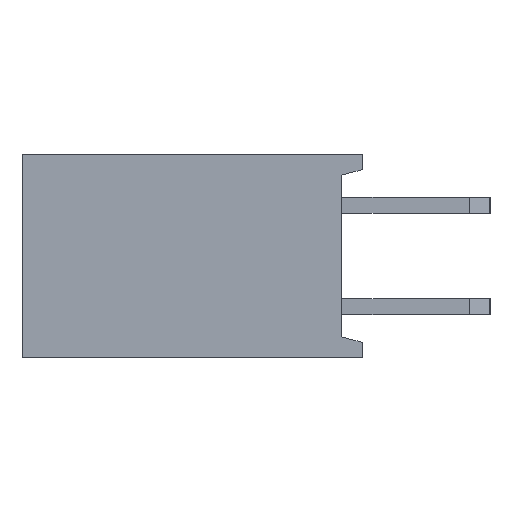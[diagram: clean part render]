
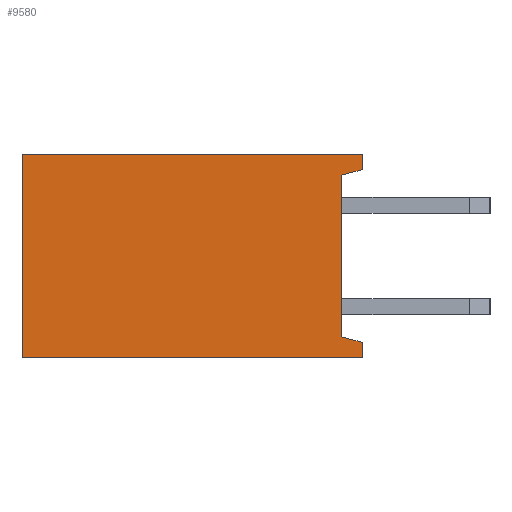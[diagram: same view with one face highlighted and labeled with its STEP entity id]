
A CAD part, left-side view. The second image highlights one B-rep face of the part: STEP entity #9580.
In plain terms, the highlighted planar face has unit normal (-1, 0, 0).
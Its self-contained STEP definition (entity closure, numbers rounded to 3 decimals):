
#473 = VERTEX_POINT ( 'NONE', #11700 ) ;
#520 = DIRECTION ( 'NONE',  ( 0., 0., 1. ) ) ;
#592 = DIRECTION ( 'NONE',  ( 0., 0., 1. ) ) ;
#632 = CARTESIAN_POINT ( 'NONE',  ( -25.654, 8.509, -2.54 ) ) ;
#960 = DIRECTION ( 'NONE',  ( 0., 0., 1. ) ) ;
#1212 = VECTOR ( 'NONE', #12160, 1000. ) ;
#1274 = EDGE_CURVE ( 'NONE', #11435, #5722, #4434, .T. ) ;
#1363 = ORIENTED_EDGE ( 'NONE', *, *, #12958, .T. ) ;
#1537 = EDGE_CURVE ( 'NONE', #2761, #11435, #5792, .T. ) ;
#1548 = EDGE_LOOP ( 'NONE', ( #16412, #4543, #4936, #1363, #12582, #16053, #16715, #1598 ) ) ;
#1563 = CARTESIAN_POINT ( 'NONE',  ( -25.654, 0.508, 2.023 ) ) ;
#1598 = ORIENTED_EDGE ( 'NONE', *, *, #3711, .T. ) ;
#2307 = DIRECTION ( 'NONE',  ( -1., 0., 0. ) ) ;
#2697 = VERTEX_POINT ( 'NONE', #16497 ) ;
#2750 = CARTESIAN_POINT ( 'NONE',  ( -25.654, 0., 2.159 ) ) ;
#2761 = VERTEX_POINT ( 'NONE', #16158 ) ;
#2943 = LINE ( 'NONE', #5831, #9674 ) ;
#2980 = VECTOR ( 'NONE', #520, 1000. ) ;
#3711 = EDGE_CURVE ( 'NONE', #10760, #2761, #12323, .T. ) ;
#4408 = CARTESIAN_POINT ( 'NONE',  ( -25.654, 0., -2.54 ) ) ;
#4427 = CARTESIAN_POINT ( 'NONE',  ( -25.654, 0., -2.159 ) ) ;
#4434 = LINE ( 'NONE', #14807, #11330 ) ;
#4543 = ORIENTED_EDGE ( 'NONE', *, *, #1274, .T. ) ;
#4936 = ORIENTED_EDGE ( 'NONE', *, *, #16008, .T. ) ;
#5624 = DIRECTION ( 'NONE',  ( 0., 0., -1. ) ) ;
#5722 = VERTEX_POINT ( 'NONE', #632 ) ;
#5792 = LINE ( 'NONE', #10973, #14856 ) ;
#5831 = CARTESIAN_POINT ( 'NONE',  ( -25.654, 8.509, -2.54 ) ) ;
#6579 = DIRECTION ( 'NONE',  ( 0., -0.966, 0.259 ) ) ;
#6723 = CARTESIAN_POINT ( 'NONE',  ( -25.654, 0., -2.159 ) ) ;
#6823 = LINE ( 'NONE', #1563, #11441 ) ;
#7155 = DIRECTION ( 'NONE',  ( 0., 1., 0. ) ) ;
#7661 = LINE ( 'NONE', #8860, #15557 ) ;
#7891 = EDGE_CURVE ( 'NONE', #15505, #10760, #6823, .T. ) ;
#8169 = LINE ( 'NONE', #6723, #1212 ) ;
#8860 = CARTESIAN_POINT ( 'NONE',  ( -25.654, 0.508, -2.023 ) ) ;
#9049 = AXIS2_PLACEMENT_3D ( 'NONE', #16649, #2307, #960 ) ;
#9580 = ADVANCED_FACE ( 'NONE', ( #10285 ), #11221, .T. ) ;
#9669 = DIRECTION ( 'NONE',  ( 0., -1., 0. ) ) ;
#9674 = VECTOR ( 'NONE', #9669, 1000. ) ;
#10285 = FACE_OUTER_BOUND ( 'NONE', #1548, .T. ) ;
#10760 = VERTEX_POINT ( 'NONE', #2750 ) ;
#10973 = CARTESIAN_POINT ( 'NONE',  ( -25.654, 0., 2.54 ) ) ;
#11221 = PLANE ( 'NONE',  #9049 ) ;
#11330 = VECTOR ( 'NONE', #5624, 1000. ) ;
#11435 = VERTEX_POINT ( 'NONE', #12497 ) ;
#11441 = VECTOR ( 'NONE', #6579, 1000. ) ;
#11700 = CARTESIAN_POINT ( 'NONE',  ( -25.654, 0., -2.54 ) ) ;
#12160 = DIRECTION ( 'NONE',  ( 0., 0.966, 0.259 ) ) ;
#12323 = LINE ( 'NONE', #15885, #2980 ) ;
#12394 = LINE ( 'NONE', #4408, #13162 ) ;
#12419 = EDGE_CURVE ( 'NONE', #15378, #2697, #8169, .T. ) ;
#12497 = CARTESIAN_POINT ( 'NONE',  ( -25.654, 8.509, 2.54 ) ) ;
#12582 = ORIENTED_EDGE ( 'NONE', *, *, #12419, .T. ) ;
#12958 = EDGE_CURVE ( 'NONE', #473, #15378, #12394, .T. ) ;
#13162 = VECTOR ( 'NONE', #592, 1000. ) ;
#14025 = DIRECTION ( 'NONE',  ( 0., 0., 1. ) ) ;
#14100 = EDGE_CURVE ( 'NONE', #2697, #15505, #7661, .T. ) ;
#14430 = CARTESIAN_POINT ( 'NONE',  ( -25.654, 0.508, 2.023 ) ) ;
#14807 = CARTESIAN_POINT ( 'NONE',  ( -25.654, 8.509, 2.54 ) ) ;
#14856 = VECTOR ( 'NONE', #7155, 1000. ) ;
#15378 = VERTEX_POINT ( 'NONE', #4427 ) ;
#15505 = VERTEX_POINT ( 'NONE', #14430 ) ;
#15557 = VECTOR ( 'NONE', #14025, 1000. ) ;
#15885 = CARTESIAN_POINT ( 'NONE',  ( -25.654, 0., 2.159 ) ) ;
#16008 = EDGE_CURVE ( 'NONE', #5722, #473, #2943, .T. ) ;
#16053 = ORIENTED_EDGE ( 'NONE', *, *, #14100, .T. ) ;
#16158 = CARTESIAN_POINT ( 'NONE',  ( -25.654, 0., 2.54 ) ) ;
#16412 = ORIENTED_EDGE ( 'NONE', *, *, #1537, .T. ) ;
#16497 = CARTESIAN_POINT ( 'NONE',  ( -25.654, 0.508, -2.023 ) ) ;
#16649 = CARTESIAN_POINT ( 'NONE',  ( -25.654, 0., 0. ) ) ;
#16715 = ORIENTED_EDGE ( 'NONE', *, *, #7891, .T. ) ;
